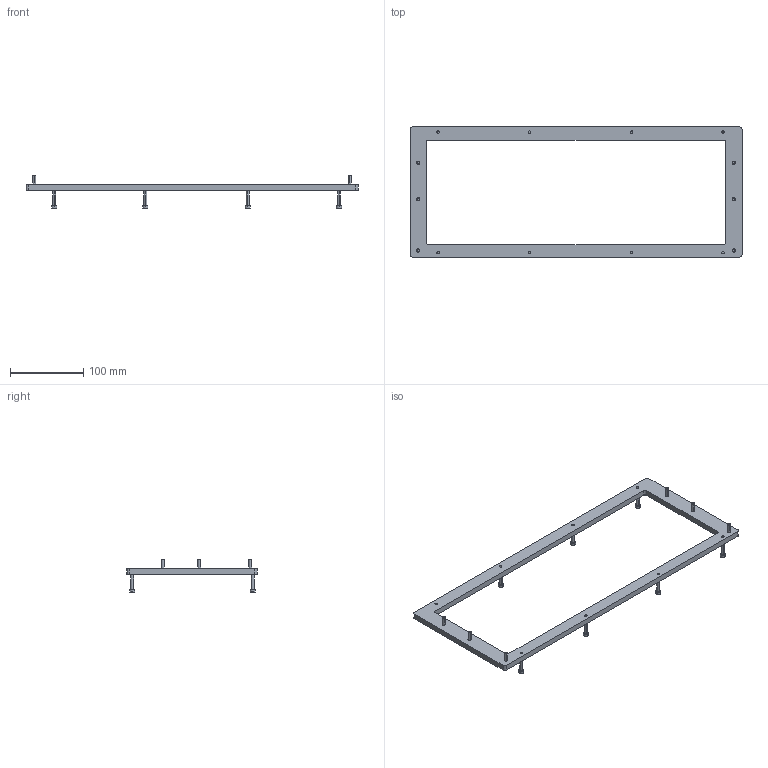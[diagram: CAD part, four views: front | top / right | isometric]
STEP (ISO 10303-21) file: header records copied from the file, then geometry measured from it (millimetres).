
FILE_DESCRIPTION (( 'STEP AP214' ), '1' );
FILE_NAME ('INGUN_115813.STEP', '2024-03-12T10:45:05', ( '' ), ( '' ), 'SwSTEP 2.0', 'SolidWorks 2021', '' );
FILE_SCHEMA (( 'AUTOMOTIVE_DESIGN' ));
Length unit declared in the file: millimetre
Products named in the file (4): 115776~0_S; DIN912~n_M04,0x016; INGUN_115813; DIN912~n_M04,0x025
Assembly tree (15 placements, depth 2):
  INGUN_115813
    115776~0_S
    DIN912~n_M04,0x016  x6
    DIN912~n_M04,0x025  x8
Bounding box: 454.5 x 178 x 45.3 mm (x, y, z)
Volume: 182111.4 mm3; surface area: 71152.2 mm2
Topology: 15 solids, 15 shells, 470 faces, 1162 edges, 756 vertices
Faces by surface type: cylinder 342, plane 72, cone 56
Entity records: 4264 total; most frequent: DIRECTION 778, CARTESIAN_POINT 654, ORIENTED_EDGE 620, AXIS2_PLACEMENT_3D 328, EDGE_CURVE 310, VERTEX_POINT 204, CIRCLE 188, EDGE_LOOP 162
